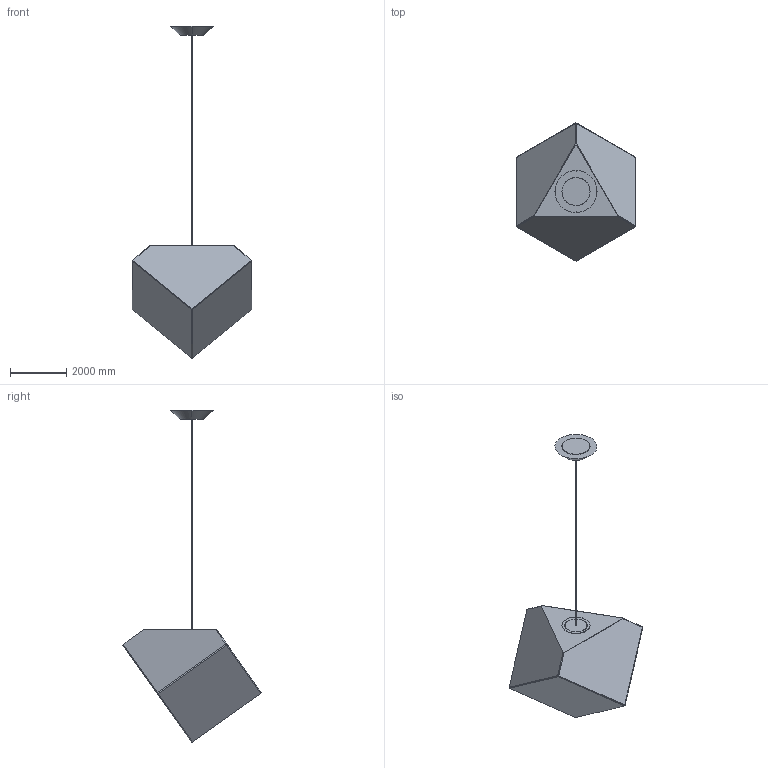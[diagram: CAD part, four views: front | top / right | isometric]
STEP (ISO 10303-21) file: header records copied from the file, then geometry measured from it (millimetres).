
FILE_DESCRIPTION(/* description */ (''),/* implementation_level */ '2;1');
FILE_NAME(/* name */ 'Edge_Sospensione_30_3D',/* time_stamp */ '2011-11-21T17:34:38+01:00',/* author */ (''),/* organization */ (''),/* preprocessor_version */ 'ST-DEVELOPER v10',/* originating_system */ '',/* authorisation */ '');
FILE_SCHEMA (('CONFIG_CONTROL_DESIGN'));
Length unit declared in the file: centimetre
Products named in the file (1): 1
Bounding box: 4270.93 x 4931.64 x 11841.28 mm (x, y, z)
Volume: 2329112830.5 mm3; surface area: 111544667.1 mm2
Topology: 4 solids, 4 shells, 115 faces, 271 edges, 168 vertices
Faces by surface type: plane 63, bspline 52
Entity records: 3875 total; most frequent: CARTESIAN_POINT 2094, ORIENTED_EDGE 534, EDGE_CURVE 267, VERTEX_POINT 168, B_SPLINE_CURVE_WITH_KNOTS 164, EDGE_LOOP 123, ADVANCED_FACE 115, FACE_OUTER_BOUND 115
